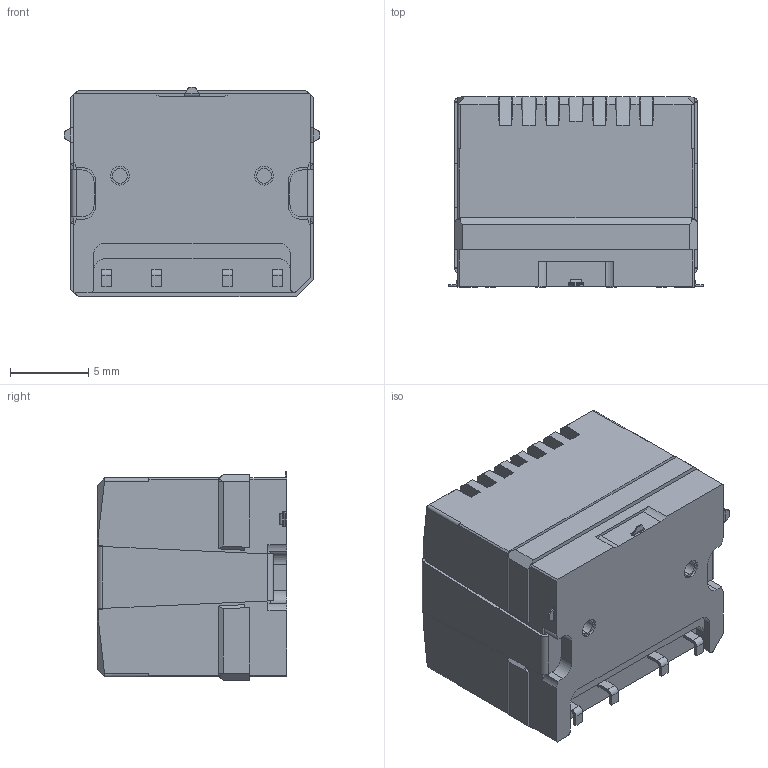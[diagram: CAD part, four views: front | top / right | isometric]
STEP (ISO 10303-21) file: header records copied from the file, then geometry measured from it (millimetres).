
FILE_DESCRIPTION (( 'STEP AP214' ), '1' );
FILE_NAME ('FMSW8035_3D.step', '2024-01-05T21:58:56', ( '' ), ( '' ), 'SwSTEP 2.0', 'SolidWorks 2022', '' );
FILE_SCHEMA (( 'AUTOMOTIVE_DESIGN' ));
Length unit declared in the file: inch
Products named in the file (1): FMSW8035_3D
Bounding box: 16.31 x 12.11 x 13.38 mm (x, y, z)
Volume: 2278.9 mm3; surface area: 1149.4 mm2
Topology: 1 solids, 1 shells, 710 faces, 1917 edges, 1243 vertices
Faces by surface type: plane 462, bspline 135, cylinder 110, cone 3
Entity records: 29460 total; most frequent: CARTESIAN_POINT 12618, ORIENTED_EDGE 3834, DIRECTION 2822, EDGE_CURVE 1917, LINE 1364, VECTOR 1364, VERTEX_POINT 1243, EDGE_LOOP 752
